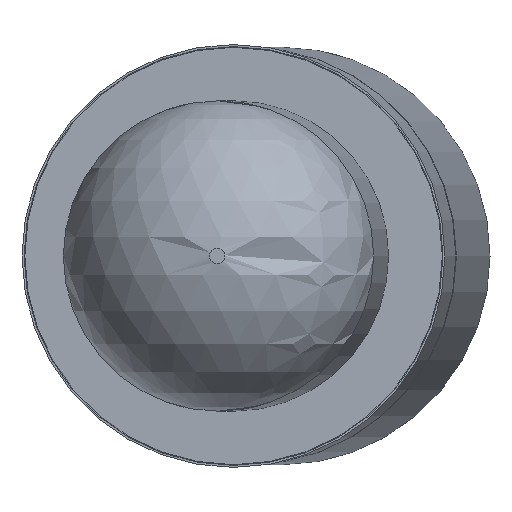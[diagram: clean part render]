
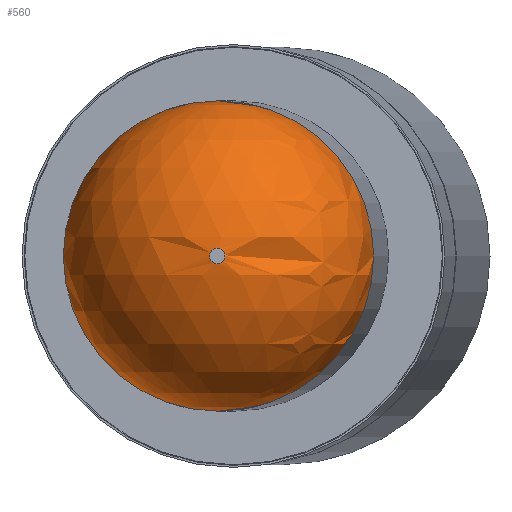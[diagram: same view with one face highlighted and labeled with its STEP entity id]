
A CAD part, left-side view. The second image highlights one B-rep face of the part: STEP entity #560.
In plain terms, the highlighted spherical face has radius 0.508 mm.
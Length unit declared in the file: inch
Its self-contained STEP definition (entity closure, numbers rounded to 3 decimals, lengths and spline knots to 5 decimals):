
#4 = CIRCLE ( 'NONE', #484, 0.02 ) ;
#34 = DIRECTION ( 'NONE',  ( 0.009, 1., 0. ) ) ;
#36 = SPHERICAL_SURFACE ( 'NONE', #350, 0.02 ) ;
#94 = CARTESIAN_POINT ( 'NONE',  ( -0.60498, -0.35972, 0.001 ) ) ;
#102 = FACE_OUTER_BOUND ( 'NONE', #301, .T. ) ;
#105 = EDGE_CURVE ( 'NONE', #217, #217, #307, .T. ) ;
#123 = EDGE_CURVE ( 'NONE', #400, #400, #4, .T. ) ;
#142 = ORIENTED_EDGE ( 'NONE', *, *, #105, .F. ) ;
#181 = AXIS2_PLACEMENT_3D ( 'NONE', #272, #270, #631 ) ;
#217 = VERTEX_POINT ( 'NONE', #94 ) ;
#231 = EDGE_LOOP ( 'NONE', ( #610 ) ) ;
#236 = DIRECTION ( 'NONE',  ( 0., 0., 1. ) ) ;
#242 = CARTESIAN_POINT ( 'NONE',  ( -0.58498, -0.35989, 0. ) ) ;
#270 = DIRECTION ( 'NONE',  ( -1., 0.009, 0. ) ) ;
#272 = CARTESIAN_POINT ( 'NONE',  ( -0.60498, -0.35972, 0. ) ) ;
#301 = EDGE_LOOP ( 'NONE', ( #142 ) ) ;
#307 = CIRCLE ( 'NONE', #181, 0.001 ) ;
#350 = AXIS2_PLACEMENT_3D ( 'NONE', #555, #511, #34 ) ;
#400 = VERTEX_POINT ( 'NONE', #533 ) ;
#428 = DIRECTION ( 'NONE',  ( -1., 0.009, 0. ) ) ;
#444 = FACE_OUTER_BOUND ( 'NONE', #231, .T. ) ;
#484 = AXIS2_PLACEMENT_3D ( 'NONE', #242, #428, #236 ) ;
#511 = DIRECTION ( 'NONE',  ( 0., 0., -1. ) ) ;
#533 = CARTESIAN_POINT ( 'NONE',  ( -0.58498, -0.35989, 0.02 ) ) ;
#555 = CARTESIAN_POINT ( 'NONE',  ( -0.585, -0.35989, 0. ) ) ;
#560 = ADVANCED_FACE ( 'NONE', ( #444, #102 ), #36, .T. ) ;
#610 = ORIENTED_EDGE ( 'NONE', *, *, #123, .T. ) ;
#631 = DIRECTION ( 'NONE',  ( 0., 0., 1. ) ) ;
